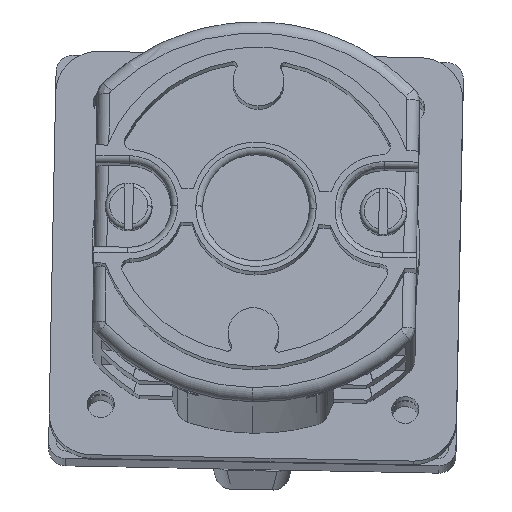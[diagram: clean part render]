
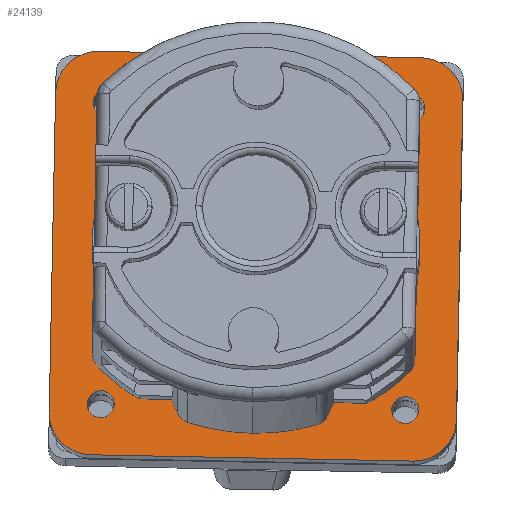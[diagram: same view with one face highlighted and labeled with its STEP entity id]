
A CAD part, top view. The second image highlights one B-rep face of the part: STEP entity #24139.
In plain terms, the highlighted face is planar.
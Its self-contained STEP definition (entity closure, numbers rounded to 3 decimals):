
#19917=DIRECTION('',(-1.,0.,0.));
#19918=VECTOR('',#19917,38.114);
#19919=CARTESIAN_POINT('',(19.636,29.59,
-27.32));
#19920=LINE('',#19919,#19918);
#19924=CARTESIAN_POINT('',(-18.478,29.59,
-22.305));
#19925=DIRECTION('',(0.,1.,0.));
#19926=DIRECTION('',(0.,0.,-1.));
#19927=AXIS2_PLACEMENT_3D('',#19924,#19925,#19926);
#19932=DIRECTION('',(0.,0.,1.));
#19933=VECTOR('',#19932,38.114);
#19934=CARTESIAN_POINT('',(-23.493,29.59,
-22.305));
#19935=LINE('',#19934,#19933);
#19939=CARTESIAN_POINT('',(-18.478,29.59,
15.809));
#19940=DIRECTION('',(0.,1.,0.));
#19941=DIRECTION('',(-1.,0.,0.));
#19942=AXIS2_PLACEMENT_3D('',#19939,#19940,#19941);
#19947=DIRECTION('',(1.,0.,0.));
#19948=VECTOR('',#19947,38.114);
#19949=CARTESIAN_POINT('',(-18.478,29.59,
20.824));
#19950=LINE('',#19949,#19948);
#19954=CARTESIAN_POINT('',(19.636,29.59,15.809));
#19955=DIRECTION('',(0.,1.,0.));
#19956=DIRECTION('',(0.,0.,1.));
#19957=AXIS2_PLACEMENT_3D('',#19954,#19955,#19956);
#19962=DIRECTION('',(0.,0.,-1.));
#19963=VECTOR('',#19962,38.114);
#19964=CARTESIAN_POINT('',(24.651,29.59,15.809));
#19965=LINE('',#19964,#19963);
#19969=CARTESIAN_POINT('',(19.636,29.59,
-22.305));
#19970=DIRECTION('',(0.,1.,0.));
#19971=DIRECTION('',(1.,0.,0.));
#19972=AXIS2_PLACEMENT_3D('',#19969,#19970,#19971);
#19977=CARTESIAN_POINT('',(0.579,29.59,-3.248));
#19978=DIRECTION('',(0.,-1.,0.));
#19979=DIRECTION('',(1.,0.,0.));
#19980=AXIS2_PLACEMENT_3D('',#19977,#19978,#19979);
#19985=CARTESIAN_POINT('',(0.579,29.59,-3.248));
#19986=DIRECTION('',(0.,-1.,0.));
#19987=DIRECTION('',(-1.,0.,0.));
#19988=AXIS2_PLACEMENT_3D('',#19985,#19986,#19987);
#19993=CARTESIAN_POINT('',(-17.421,29.59,
14.752));
#19994=DIRECTION('',(0.,-1.,0.));
#19995=DIRECTION('',(1.,0.,0.));
#19996=AXIS2_PLACEMENT_3D('',#19993,#19994,#19995);
#20001=CARTESIAN_POINT('',(-17.421,29.59,
14.752));
#20002=DIRECTION('',(0.,-1.,0.));
#20003=DIRECTION('',(-1.,0.,0.));
#20004=AXIS2_PLACEMENT_3D('',#20001,#20002,#20003);
#20009=CARTESIAN_POINT('',(-17.421,29.59,
-21.248));
#20010=DIRECTION('',(0.,-1.,0.));
#20011=DIRECTION('',(1.,0.,0.));
#20012=AXIS2_PLACEMENT_3D('',#20009,#20010,#20011);
#20017=CARTESIAN_POINT('',(-17.421,29.59,
-21.248));
#20018=DIRECTION('',(0.,-1.,0.));
#20019=DIRECTION('',(-1.,0.,0.));
#20020=AXIS2_PLACEMENT_3D('',#20017,#20018,#20019);
#20025=CARTESIAN_POINT('',(18.579,29.59,
-21.248));
#20026=DIRECTION('',(0.,-1.,0.));
#20027=DIRECTION('',(1.,0.,0.));
#20028=AXIS2_PLACEMENT_3D('',#20025,#20026,#20027);
#20033=CARTESIAN_POINT('',(18.579,29.59,
-21.248));
#20034=DIRECTION('',(0.,-1.,0.));
#20035=DIRECTION('',(-1.,0.,0.));
#20036=AXIS2_PLACEMENT_3D('',#20033,#20034,#20035);
#20041=CARTESIAN_POINT('',(18.579,29.59,14.752));
#20042=DIRECTION('',(0.,-1.,0.));
#20043=DIRECTION('',(1.,0.,0.));
#20044=AXIS2_PLACEMENT_3D('',#20041,#20042,#20043);
#20049=CARTESIAN_POINT('',(18.579,29.59,14.752));
#20050=DIRECTION('',(0.,-1.,0.));
#20051=DIRECTION('',(-1.,0.,0.));
#20052=AXIS2_PLACEMENT_3D('',#20049,#20050,#20051);
#20664=CARTESIAN_POINT('',(-18.779,29.59,
-3.248));
#20665=VERTEX_POINT('',#20664);
#20666=CARTESIAN_POINT('',(19.937,29.59,
-3.248));
#20667=VERTEX_POINT('',#20666);
#21012=CARTESIAN_POINT('',(24.651,29.59,15.809));
#21013=CARTESIAN_POINT('',(24.651,29.59,
-22.305));
#21014=VERTEX_POINT('',#21012);
#21015=VERTEX_POINT('',#21013);
#21016=CARTESIAN_POINT('',(19.636,29.59,
-27.32));
#21017=CARTESIAN_POINT('',(-18.478,29.59,
-27.32));
#21018=VERTEX_POINT('',#21016);
#21019=VERTEX_POINT('',#21017);
#21020=CARTESIAN_POINT('',(-23.493,29.59,
-22.305));
#21021=VERTEX_POINT('',#21020);
#21022=CARTESIAN_POINT('',(-23.493,29.59,
15.809));
#21023=VERTEX_POINT('',#21022);
#21024=CARTESIAN_POINT('',(-18.478,29.59,
20.824));
#21025=VERTEX_POINT('',#21024);
#21026=CARTESIAN_POINT('',(19.636,29.59,20.824));
#21027=VERTEX_POINT('',#21026);
#21028=CARTESIAN_POINT('',(-15.821,29.59,
14.752));
#21029=CARTESIAN_POINT('',(-19.021,29.59,
14.752));
#21030=VERTEX_POINT('',#21028);
#21031=VERTEX_POINT('',#21029);
#21032=CARTESIAN_POINT('',(-15.821,29.59,
-21.248));
#21033=CARTESIAN_POINT('',(-19.021,29.59,
-21.248));
#21034=VERTEX_POINT('',#21032);
#21035=VERTEX_POINT('',#21033);
#21036=CARTESIAN_POINT('',(20.179,29.59,
-21.248));
#21037=CARTESIAN_POINT('',(16.979,29.59,
-21.248));
#21038=VERTEX_POINT('',#21036);
#21039=VERTEX_POINT('',#21037);
#21040=CARTESIAN_POINT('',(20.179,29.59,14.752));
#21041=CARTESIAN_POINT('',(16.979,29.59,14.752));
#21042=VERTEX_POINT('',#21040);
#21043=VERTEX_POINT('',#21041);
#24089=CARTESIAN_POINT('',(0.579,29.59,-3.248));
#24090=DIRECTION('',(0.,1.,0.));
#24091=DIRECTION('',(-1.,0.,0.));
#24092=AXIS2_PLACEMENT_3D('',#24089,#24090,#24091);
#24093=PLANE('',#24092);
#24095=ORIENTED_EDGE('',*,*,#24094,.T.);
#24097=ORIENTED_EDGE('',*,*,#24096,.T.);
#24099=ORIENTED_EDGE('',*,*,#24098,.T.);
#24101=ORIENTED_EDGE('',*,*,#24100,.T.);
#24103=ORIENTED_EDGE('',*,*,#24102,.T.);
#24105=ORIENTED_EDGE('',*,*,#24104,.T.);
#24106=ORIENTED_EDGE('',*,*,#24072,.T.);
#24108=ORIENTED_EDGE('',*,*,#24107,.T.);
#24109=EDGE_LOOP('',(#24095,#24097,#24099,#24101,#24103,#24105,#24106,#24108));
#24110=FACE_OUTER_BOUND('',#24109,.F.);
#24111=ORIENTED_EDGE('',*,*,#21419,.T.);
#24112=ORIENTED_EDGE('',*,*,#21508,.T.);
#24113=EDGE_LOOP('',(#24111,#24112));
#24114=FACE_BOUND('',#24113,.F.);
#24116=ORIENTED_EDGE('',*,*,#24115,.T.);
#24118=ORIENTED_EDGE('',*,*,#24117,.T.);
#24119=EDGE_LOOP('',(#24116,#24118));
#24120=FACE_BOUND('',#24119,.F.);
#24122=ORIENTED_EDGE('',*,*,#24121,.T.);
#24124=ORIENTED_EDGE('',*,*,#24123,.T.);
#24125=EDGE_LOOP('',(#24122,#24124));
#24126=FACE_BOUND('',#24125,.F.);
#24128=ORIENTED_EDGE('',*,*,#24127,.T.);
#24130=ORIENTED_EDGE('',*,*,#24129,.T.);
#24131=EDGE_LOOP('',(#24128,#24130));
#24132=FACE_BOUND('',#24131,.F.);
#24134=ORIENTED_EDGE('',*,*,#24133,.T.);
#24136=ORIENTED_EDGE('',*,*,#24135,.T.);
#24137=EDGE_LOOP('',(#24134,#24136));
#24138=FACE_BOUND('',#24137,.F.);
#19928=CIRCLE('',#19927,5.015);
#19943=CIRCLE('',#19942,5.015);
#19958=CIRCLE('',#19957,5.015);
#19973=CIRCLE('',#19972,5.015);
#19981=CIRCLE('',#19980,19.358);
#19989=CIRCLE('',#19988,19.358);
#19997=CIRCLE('',#19996,1.6);
#20005=CIRCLE('',#20004,1.6);
#20013=CIRCLE('',#20012,1.6);
#20021=CIRCLE('',#20020,1.6);
#20029=CIRCLE('',#20028,1.6);
#20037=CIRCLE('',#20036,1.6);
#20045=CIRCLE('',#20044,1.6);
#20053=CIRCLE('',#20052,1.6);
#21419=EDGE_CURVE('',#20667,#20665,#19981,.T.);
#21508=EDGE_CURVE('',#20665,#20667,#19989,.T.);
#24072=EDGE_CURVE('',#21014,#21015,#19965,.T.);
#24094=EDGE_CURVE('',#21018,#21019,#19920,.T.);
#24096=EDGE_CURVE('',#21019,#21021,#19928,.T.);
#24098=EDGE_CURVE('',#21021,#21023,#19935,.T.);
#24100=EDGE_CURVE('',#21023,#21025,#19943,.T.);
#24102=EDGE_CURVE('',#21025,#21027,#19950,.T.);
#24104=EDGE_CURVE('',#21027,#21014,#19958,.T.);
#24107=EDGE_CURVE('',#21015,#21018,#19973,.T.);
#24115=EDGE_CURVE('',#21030,#21031,#19997,.T.);
#24117=EDGE_CURVE('',#21031,#21030,#20005,.T.);
#24121=EDGE_CURVE('',#21034,#21035,#20013,.T.);
#24123=EDGE_CURVE('',#21035,#21034,#20021,.T.);
#24127=EDGE_CURVE('',#21038,#21039,#20029,.T.);
#24129=EDGE_CURVE('',#21039,#21038,#20037,.T.);
#24133=EDGE_CURVE('',#21042,#21043,#20045,.T.);
#24135=EDGE_CURVE('',#21043,#21042,#20053,.T.);
#24139=ADVANCED_FACE('',(#24110,#24114,#24120,#24126,#24132,#24138),#24093,.F.);
